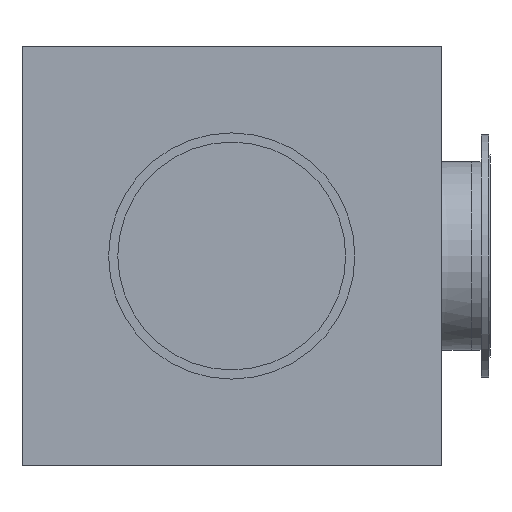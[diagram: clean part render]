
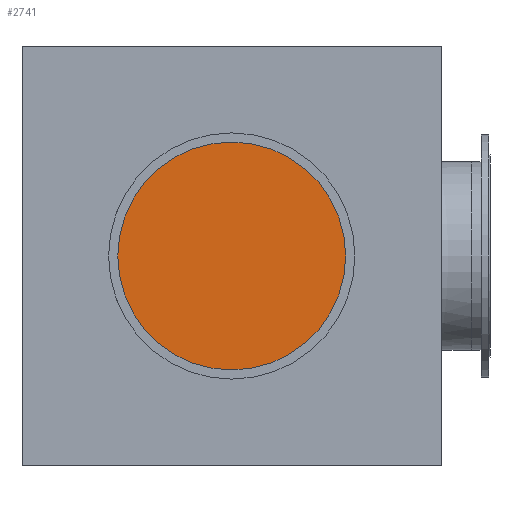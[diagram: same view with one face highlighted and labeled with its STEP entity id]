
A CAD part, front view. The second image highlights one B-rep face of the part: STEP entity #2741.
In plain terms, the highlighted planar face has unit normal (0, -1, 0).
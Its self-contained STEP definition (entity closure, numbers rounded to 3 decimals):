
#717=FACE_OUTER_BOUND('',#1042,.T.);
#1042=EDGE_LOOP('',(#2550));
#1268=CIRCLE('',#3154,380.264);
#1507=VERTEX_POINT('',#5432);
#1856=EDGE_CURVE('',#1507,#1507,#1268,.T.);
#2550=ORIENTED_EDGE('',*,*,#1856,.F.);
#2601=PLANE('',#3153);
#2741=ADVANCED_FACE('',(#717),#2601,.T.);
#3153=AXIS2_PLACEMENT_3D('',#5431,#4001,#4002);
#3154=AXIS2_PLACEMENT_3D('',#5433,#4003,#4004);
#4001=DIRECTION('center_axis',(0.,-1.,0.));
#4002=DIRECTION('ref_axis',(0.,0.,-1.));
#4003=DIRECTION('center_axis',(0.,1.,0.));
#4004=DIRECTION('ref_axis',(1.,0.,0.));
#5431=CARTESIAN_POINT('Origin',(-380.264,-516.507,0.));
#5432=CARTESIAN_POINT('',(380.264,-516.507,0.));
#5433=CARTESIAN_POINT('Origin',(0.,-516.507,0.));
